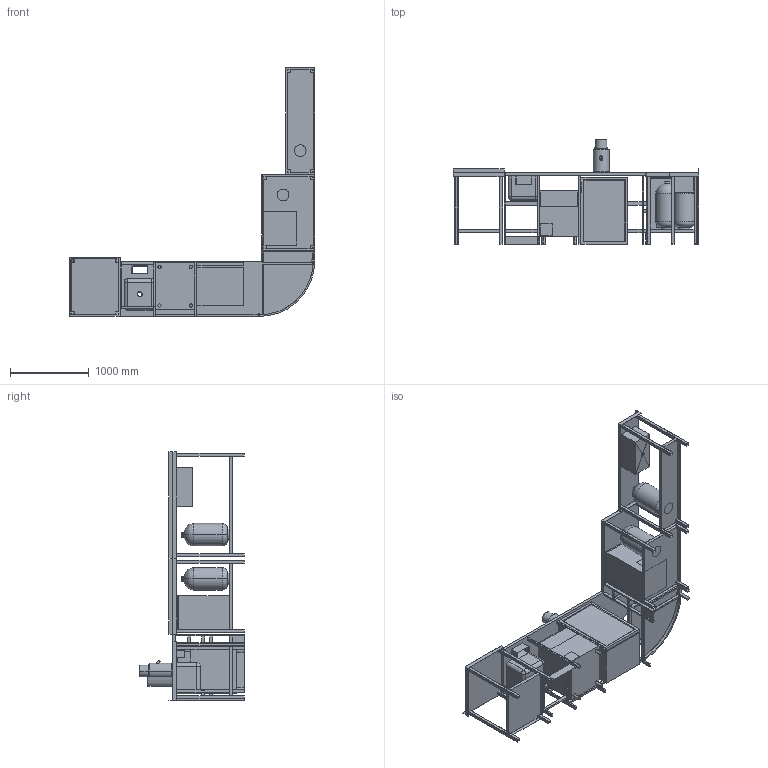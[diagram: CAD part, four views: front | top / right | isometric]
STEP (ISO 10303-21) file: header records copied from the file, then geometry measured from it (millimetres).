
FILE_DESCRIPTION (( 'STEP AP203' ), '1' );
FILE_NAME ('軠櫡槻 鼁闉罻 v1.STEP', '2025-06-18T06:50:29', ( '砐錪賧瘔蠈錪 Windows' ), ( '' ), 'SwSTEP 2.0', 'SolidWorks 2024', '' );
FILE_SCHEMA (( 'CONFIG_CONTROL_DESIGN' ));
Length unit declared in the file: millimetre
Products named in the file (10): 55 - ____ ______ ___ 30_; 63 - _____________ BORK S 800; 71 - ____ ___________(__ _____________ _____________); 62 - _____________ Brema CB 416 A HC; Чапаев сборка v1; 58 - ______________ ____________ 4 _______; 57 - ____ ___________(__ _____________ _____________); 64 - ____ ___________ __ _______ COOLEQ UF100 G  ______; ______(__ _________); 56 - ____ ___________ _ ______(__ _____________ _____________)
Assembly tree (10 placements, depth 2):
  Чапаев сборка v1
    ______(__ _________)
    71 - ____ ___________(__ _____________ _____________)
    64 - ____ ___________ __ _______ COOLEQ UF100 G  ______
    62 - _____________ Brema CB 416 A HC
    63 - _____________ BORK S 800
    57 - ____ ___________(__ _____________ _____________)
    58 - ______________ ____________ 4 _______
    55 - ____ ______ ___ 30_  x2
    56 - ____ ___________ _ ______(__ _____________ _____________)
Bounding box: 3117 x 1330 x 3159 mm (x, y, z)
Volume: 522614229.3 mm3; surface area: 31742519.9 mm2
Topology: 51 solids, 51 shells, 1145 faces, 2645 edges, 1605 vertices
Faces by surface type: plane 766, cylinder 274, bspline 59, torus 32, sphere 8, cone 6
Entity records: 37744 total; most frequent: CARTESIAN_POINT 11271, ORIENTED_EDGE 5206, DIRECTION 5139, EDGE_CURVE 2603, VECTOR 1971, LINE 1971, VERTEX_POINT 1585, AXIS2_PLACEMENT_3D 1584
